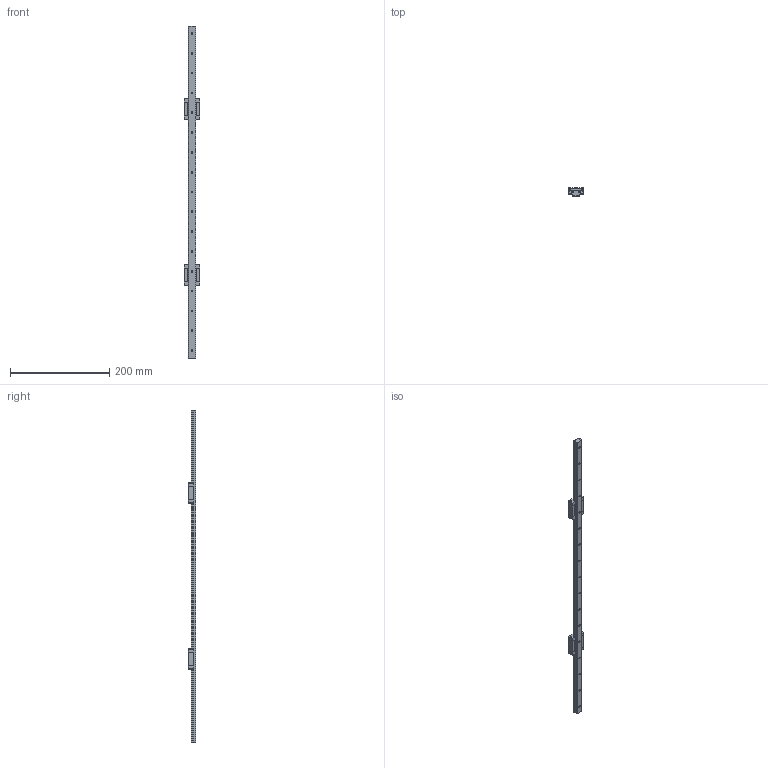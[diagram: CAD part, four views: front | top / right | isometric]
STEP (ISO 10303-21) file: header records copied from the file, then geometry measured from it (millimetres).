
FILE_DESCRIPTION( ( 'STEP AP203' ), '1' );
FILE_NAME( 'SSE2BT16-670.stp', '2019-08-30T16:46:10', ( '' ), ( '' ), ' ', 'PARTsolutions', ' ' );
FILE_SCHEMA( ( 'CONFIG_CONTROL_DESIGN' ) );
Length unit declared in the file: millimetre
Products named in the file (3): SSE2BT16-670; _r_SSE2BT16-670; _SSEBT16_b
Assembly tree (3 placements, depth 2):
  SSE2BT16-670
    _r_SSE2BT16-670
    _SSEBT16_b  x2
Bounding box: 32 x 16 x 670 mm (x, y, z)
Volume: 110516.6 mm3; surface area: 49956 mm2
Topology: 3 solids, 3 shells, 565 faces, 1598 edges, 1064 vertices
Faces by surface type: plane 415, cylinder 134, cone 16
Full cylindrical faces by diameter (mm): 2.459 x8, 3 x8, 3.5 x17, 6 x17
Entity records: 10040 total; most frequent: CARTESIAN_POINT 1735, DIRECTION 1652, ORIENTED_EDGE 1652, EDGE_CURVE 826, LINE 650, VECTOR 650, VERTEX_POINT 584, AXIS2_PLACEMENT_3D 501
